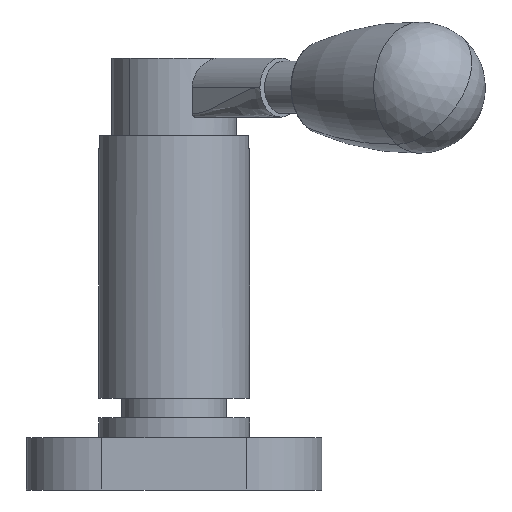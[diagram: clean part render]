
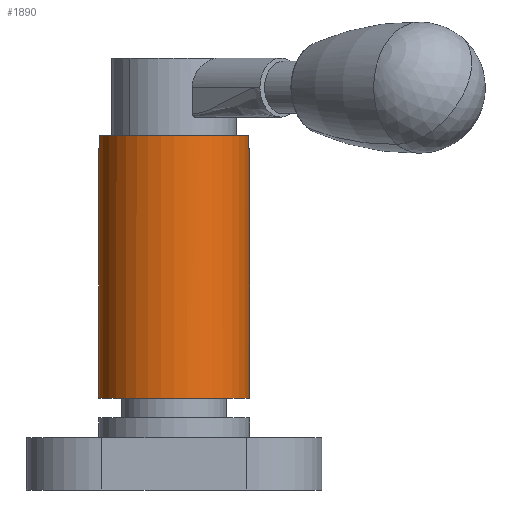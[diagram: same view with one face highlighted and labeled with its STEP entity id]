
A CAD part, left-side view. The second image highlights one B-rep face of the part: STEP entity #1890.
In plain terms, the highlighted cylindrical face has radius 11.5 mm (diameter 23 mm), a partial arc.
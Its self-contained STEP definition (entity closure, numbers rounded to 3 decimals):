
#136 = LINE ( 'NONE', #4084, #342 ) ;
#220 = CARTESIAN_POINT ( 'NONE',  ( -2.1, 11.307, 38. ) ) ;
#261 = VECTOR ( 'NONE', #4104, 1000. ) ;
#287 = DIRECTION ( 'NONE',  ( 0., 0., 1. ) ) ;
#342 = VECTOR ( 'NONE', #3738, 1000. ) ;
#423 = ORIENTED_EDGE ( 'NONE', *, *, #3504, .F. ) ;
#438 = ORIENTED_EDGE ( 'NONE', *, *, #3533, .F. ) ;
#573 = DIRECTION ( 'NONE',  ( 0., 0., 1. ) ) ;
#597 = AXIS2_PLACEMENT_3D ( 'NONE', #3439, #3846, #2185 ) ;
#605 = FACE_OUTER_BOUND ( 'NONE', #1022, .T. ) ;
#618 = CIRCLE ( 'NONE', #798, 11.5 ) ;
#635 = CARTESIAN_POINT ( 'NONE',  ( 0., 0., 38. ) ) ;
#656 = DIRECTION ( 'NONE',  ( 0., 1., 0. ) ) ;
#798 = AXIS2_PLACEMENT_3D ( 'NONE', #3610, #5195, #1683 ) ;
#879 = LINE ( 'NONE', #2480, #261 ) ;
#906 = DIRECTION ( 'NONE',  ( 0., 1., 0. ) ) ;
#1022 = EDGE_LOOP ( 'NONE', ( #438, #3781, #3952, #423, #4874, #1831, #2930, #2521 ) ) ;
#1227 = AXIS2_PLACEMENT_3D ( 'NONE', #3382, #573, #906 ) ;
#1683 = DIRECTION ( 'NONE',  ( 0., 1., 0. ) ) ;
#1721 = EDGE_CURVE ( 'NONE', #3432, #4429, #4923, .T. ) ;
#1730 = EDGE_CURVE ( 'NONE', #4140, #4096, #136, .T. ) ;
#1811 = AXIS2_PLACEMENT_3D ( 'NONE', #3068, #3933, #4336 ) ;
#1831 = ORIENTED_EDGE ( 'NONE', *, *, #2293, .T. ) ;
#1890 = ADVANCED_FACE ( 'NONE', ( #605 ), #3113, .T. ) ;
#1982 = CARTESIAN_POINT ( 'NONE',  ( 0., 11.5, 38. ) ) ;
#2146 = CARTESIAN_POINT ( 'NONE',  ( -2.1, 11.307, 40. ) ) ;
#2185 = DIRECTION ( 'NONE',  ( 0., -1., 0. ) ) ;
#2293 = EDGE_CURVE ( 'NONE', #2329, #4047, #879, .T. ) ;
#2329 = VERTEX_POINT ( 'NONE', #4597 ) ;
#2359 = VERTEX_POINT ( 'NONE', #4789 ) ;
#2480 = CARTESIAN_POINT ( 'NONE',  ( -2.1, -11.307, 40. ) ) ;
#2521 = ORIENTED_EDGE ( 'NONE', *, *, #1721, .T. ) ;
#2534 = DIRECTION ( 'NONE',  ( 0., 0., -1. ) ) ;
#2632 = AXIS2_PLACEMENT_3D ( 'NONE', #635, #287, #656 ) ;
#2704 = VECTOR ( 'NONE', #2534, 1000. ) ;
#2822 = CIRCLE ( 'NONE', #1227, 11.5 ) ;
#2930 = ORIENTED_EDGE ( 'NONE', *, *, #4886, .F. ) ;
#2940 = CARTESIAN_POINT ( 'NONE',  ( -2.1, 11.307, 40. ) ) ;
#3021 = DIRECTION ( 'NONE',  ( 0., 0., -1. ) ) ;
#3068 = CARTESIAN_POINT ( 'NONE',  ( 0., 0., 40. ) ) ;
#3113 = CYLINDRICAL_SURFACE ( 'NONE', #597, 11.5 ) ;
#3382 = CARTESIAN_POINT ( 'NONE',  ( 0., 0., 38. ) ) ;
#3418 = LINE ( 'NONE', #3494, #3654 ) ;
#3432 = VERTEX_POINT ( 'NONE', #2146 ) ;
#3439 = CARTESIAN_POINT ( 'NONE',  ( 0., 0., 40. ) ) ;
#3494 = CARTESIAN_POINT ( 'NONE',  ( 0., -11.5, 40. ) ) ;
#3504 = EDGE_CURVE ( 'NONE', #2359, #4544, #3418, .T. ) ;
#3533 = EDGE_CURVE ( 'NONE', #4140, #4429, #4409, .T. ) ;
#3610 = CARTESIAN_POINT ( 'NONE',  ( 0., 0., 0. ) ) ;
#3620 = CARTESIAN_POINT ( 'NONE',  ( 0., 11.5, 0. ) ) ;
#3654 = VECTOR ( 'NONE', #3021, 1000. ) ;
#3738 = DIRECTION ( 'NONE',  ( 0., 0., -1. ) ) ;
#3781 = ORIENTED_EDGE ( 'NONE', *, *, #1730, .T. ) ;
#3846 = DIRECTION ( 'NONE',  ( 0., 0., -1. ) ) ;
#3933 = DIRECTION ( 'NONE',  ( 0., 0., 1. ) ) ;
#3952 = ORIENTED_EDGE ( 'NONE', *, *, #4565, .T. ) ;
#4047 = VERTEX_POINT ( 'NONE', #5106 ) ;
#4084 = CARTESIAN_POINT ( 'NONE',  ( 0., 11.5, 40. ) ) ;
#4096 = VERTEX_POINT ( 'NONE', #3620 ) ;
#4104 = DIRECTION ( 'NONE',  ( 0., 0., 1. ) ) ;
#4140 = VERTEX_POINT ( 'NONE', #1982 ) ;
#4336 = DIRECTION ( 'NONE',  ( 0., 1., 0. ) ) ;
#4409 = CIRCLE ( 'NONE', #2632, 11.5 ) ;
#4427 = CARTESIAN_POINT ( 'NONE',  ( 0., -11.5, 0. ) ) ;
#4429 = VERTEX_POINT ( 'NONE', #220 ) ;
#4544 = VERTEX_POINT ( 'NONE', #4427 ) ;
#4565 = EDGE_CURVE ( 'NONE', #4096, #4544, #618, .T. ) ;
#4594 = CIRCLE ( 'NONE', #1811, 11.5 ) ;
#4597 = CARTESIAN_POINT ( 'NONE',  ( -2.1, -11.307, 38. ) ) ;
#4789 = CARTESIAN_POINT ( 'NONE',  ( 0., -11.5, 38. ) ) ;
#4874 = ORIENTED_EDGE ( 'NONE', *, *, #5087, .F. ) ;
#4886 = EDGE_CURVE ( 'NONE', #3432, #4047, #4594, .T. ) ;
#4923 = LINE ( 'NONE', #2940, #2704 ) ;
#5087 = EDGE_CURVE ( 'NONE', #2329, #2359, #2822, .T. ) ;
#5106 = CARTESIAN_POINT ( 'NONE',  ( -2.1, -11.307, 40. ) ) ;
#5195 = DIRECTION ( 'NONE',  ( 0., 0., 1. ) ) ;
